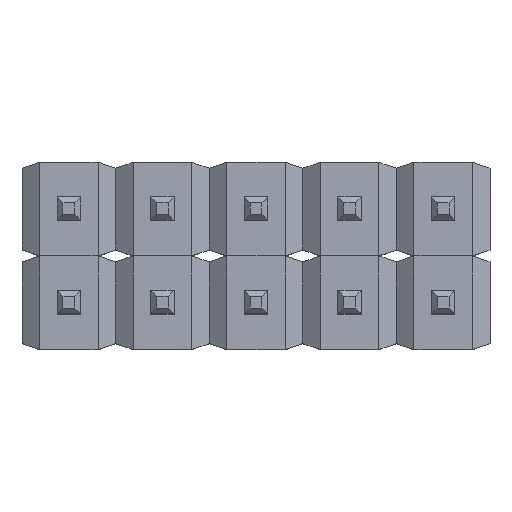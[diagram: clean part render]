
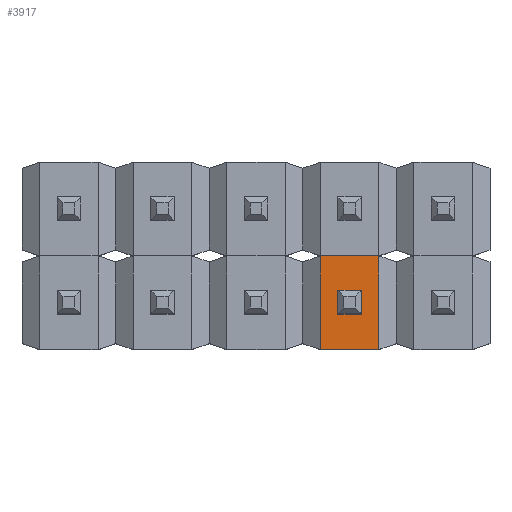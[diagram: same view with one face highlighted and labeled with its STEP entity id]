
A CAD part, top view. The second image highlights one B-rep face of the part: STEP entity #3917.
In plain terms, the highlighted planar face has unit normal (0, 0, 1).
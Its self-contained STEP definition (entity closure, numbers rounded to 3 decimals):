
#3889=CARTESIAN_POINT('',(8.414,-1.27,3.471));
#3888=VERTEX_POINT('',#3889);
#3899=CARTESIAN_POINT('',(8.414,-3.81,3.471));
#3898=VERTEX_POINT('',#3899);
#3897=EDGE_CURVE('',#3898,#3888,#3902,.T.);
#3902=LINE('',#3899,#3904);
#3904=VECTOR('',#3905,2.54);
#3905=DIRECTION('',(0.0,1.0,0.0));
#3917=ADVANCED_FACE('',(#3923),#3918,.T.);
#3918=PLANE('',#3919);
#3919=AXIS2_PLACEMENT_3D('',#3920,#3921,#3922);
#3920=CARTESIAN_POINT('',(6.826,-3.81,3.471));
#3921=DIRECTION('',(0.0,0.0,1.0));
#3922=DIRECTION('',(0.,1.,0.));
#3923=FACE_OUTER_BOUND('',#3924,.T.);
#3924=EDGE_LOOP('',(#3925,#3935,#3945,#3955));
#3930=CARTESIAN_POINT('',(6.826,-3.81,3.471));
#3929=VERTEX_POINT('',#3930);
#3926=EDGE_CURVE('',#3898,#3929,#3931,.T.);
#3931=LINE('',#3899,#3933);
#3933=VECTOR('',#3934,1.587);
#3934=DIRECTION('',(-1.0,0.0,0.0));
#3925=ORIENTED_EDGE('',*,*,#3926,.F.);
#3935=ORIENTED_EDGE('',*,*,#3897,.T.);
#3948=CARTESIAN_POINT('',(6.826,-1.27,3.471));
#3947=VERTEX_POINT('',#3948);
#3946=EDGE_CURVE('',#3947,#3888,#3951,.T.);
#3951=LINE('',#3948,#3953);
#3953=VECTOR('',#3954,1.587);
#3954=DIRECTION('',(1.0,0.0,0.0));
#3945=ORIENTED_EDGE('',*,*,#3946,.F.);
#3956=EDGE_CURVE('',#3929,#3947,#3961,.T.);
#3961=LINE('',#3930,#3963);
#3963=VECTOR('',#3964,2.54);
#3964=DIRECTION('',(0.0,1.0,0.0));
#3955=ORIENTED_EDGE('',*,*,#3956,.F.);
